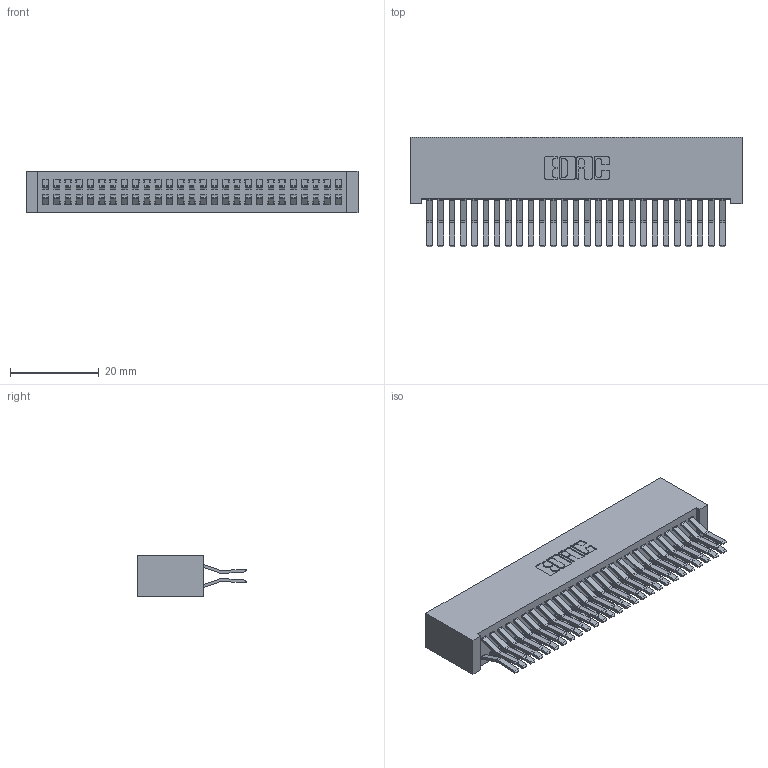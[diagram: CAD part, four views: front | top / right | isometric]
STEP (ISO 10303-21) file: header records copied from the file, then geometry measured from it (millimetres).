
FILE_DESCRIPTION (( 'STEP AP203' ), '1' );
FILE_NAME ('392-054-560-201.STEP', '2019-10-08T14:15:07', ( '' ), ( '' ), 'SwSTEP 2.0', 'SolidWorks 2016', '' );
FILE_SCHEMA (( 'CONFIG_CONTROL_DESIGN' ));
Length unit declared in the file: inch
Products named in the file (3): 342 Part_Lugless; 345-292-001_560 Tail; 392-054-560-201
Assembly tree (55 placements, depth 2):
  392-054-560-201
    342 Part_Lugless
    345-292-001_560 Tail  x54
Bounding box: 74.83 x 24.78 x 9.4 mm (x, y, z)
Volume: 7446.4 mm3; surface area: 13047.5 mm2
Topology: 55 solids, 55 shells, 3018 faces, 8969 edges, 5906 vertices
Faces by surface type: plane 2006, cylinder 1012
Entity records: 18989 total; most frequent: CARTESIAN_POINT 3162, ORIENTED_EDGE 3098, DIRECTION 2725, EDGE_CURVE 1549, LINE 1425, VECTOR 1425, VERTEX_POINT 1030, AXIS2_PLACEMENT_3D 650
